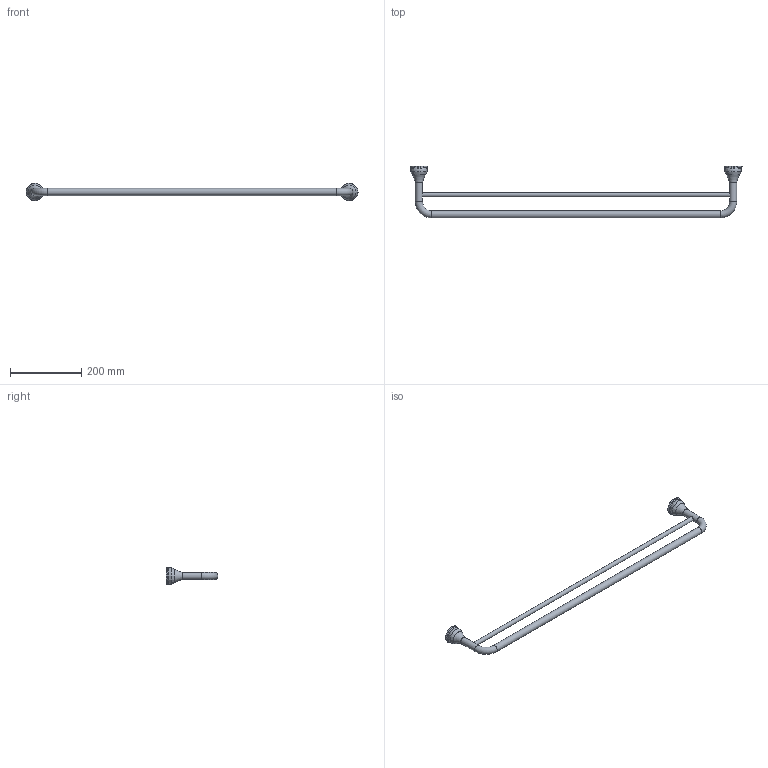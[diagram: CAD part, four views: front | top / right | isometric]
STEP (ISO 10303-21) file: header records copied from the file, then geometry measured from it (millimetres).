
FILE_DESCRIPTION(/* description */ (''),/* implementation_level */ '2;1');
FILE_NAME(/* name */ '53072.stp',/* time_stamp */ '2020-03-02T15:31:11+08:00',/* author */ (''),/* organization */ (''),/* preprocessor_version */ 'ST-DEVELOPER v16',/* originating_system */ 'SIEMENS PLM Software NX 10.0',/* authorisation */ '');
FILE_SCHEMA (('AP203_CONFIGURATION_CONTROLLED_3D_DESIGN_OF_MECHANICAL_PARTS_AND_ASSEMBLIES_MIM_LF { 1 0 10303 403 2 1 2}'));
Length unit declared in the file: millimetre
Products named in the file (1): Admi2D9427D4jv93
Bounding box: 930.01 x 145.07 x 50.01 mm (x, y, z)
Volume: 524449 mm3; surface area: 112538 mm2
Topology: 1 solids, 1 shells, 22 faces, 46 edges, 26 vertices
Faces by surface type: torus 8, cylinder 6, plane 4, bspline 4
Full cylindrical faces by diameter (mm): 12 x1, 20 x3, 50.009 x2
Entity records: 670 total; most frequent: CARTESIAN_POINT 209, DIRECTION 78, EDGE_LOOP 44, ORIENTED_EDGE 44, FACE_BOUND 42, AXIS2_PLACEMENT_3D 39, ADVANCED_FACE 22, VERTEX_POINT 22
